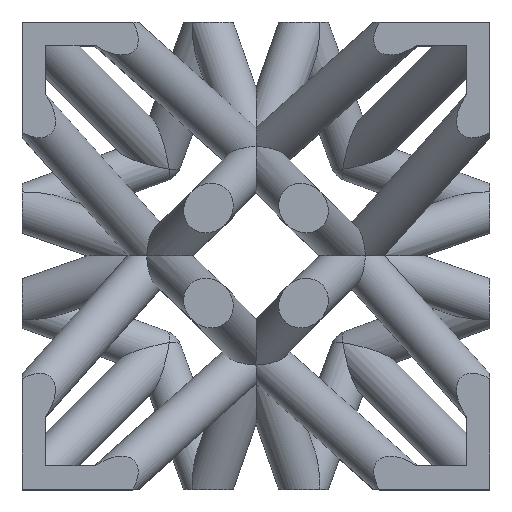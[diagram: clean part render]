
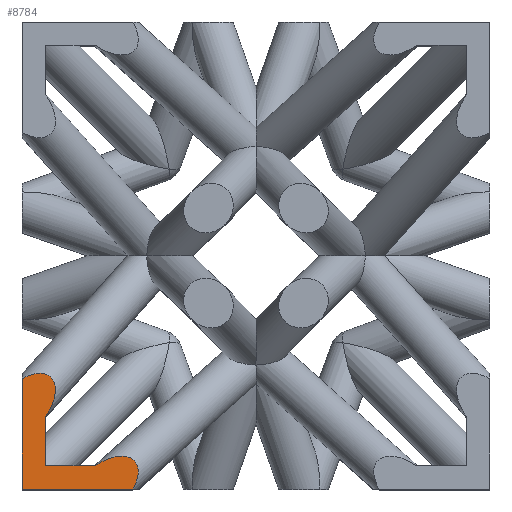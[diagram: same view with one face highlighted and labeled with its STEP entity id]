
A CAD part, top view. The second image highlights one B-rep face of the part: STEP entity #8784.
In plain terms, the highlighted planar face has unit normal (0, 0, 1).
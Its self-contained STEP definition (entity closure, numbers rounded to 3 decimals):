
#2507 = PLANE('',#2508);
#2508 = AXIS2_PLACEMENT_3D('',#2509,#2510,#2511);
#2509 = CARTESIAN_POINT('',(-5.,-5.,-5.));
#2510 = DIRECTION('',(1.,0.,-0.));
#2511 = DIRECTION('',(0.,0.,1.));
#2735 = PLANE('',#2736);
#2736 = AXIS2_PLACEMENT_3D('',#2737,#2738,#2739);
#2737 = CARTESIAN_POINT('',(-5.,-5.,-5.));
#2738 = DIRECTION('',(-0.,1.,0.));
#2739 = DIRECTION('',(0.,0.,1.));
#3512 = CYLINDRICAL_SURFACE('',#3513,0.5);
#3513 = AXIS2_PLACEMENT_3D('',#3514,#3515,#3516);
#3514 = CARTESIAN_POINT('',(0.,-2.081,2.081));
#3515 = DIRECTION('',(-0.621,-0.554,0.554));
#3516 = DIRECTION('',(-0.666,0.,-0.746
    ));
#5118 = VERTEX_POINT('',#5119);
#5119 = CARTESIAN_POINT('',(-5.,-5.,5.));
#5177 = CYLINDRICAL_SURFACE('',#5178,0.5);
#5178 = AXIS2_PLACEMENT_3D('',#5179,#5180,#5181);
#5179 = CARTESIAN_POINT('',(-5.,-5.,5.));
#5180 = DIRECTION('',(0.,1.,0.));
#5181 = DIRECTION('',(0.,-0.,1.));
#5189 = VERTEX_POINT('',#5190);
#5190 = CARTESIAN_POINT('',(-5.,-2.633,5.));
#5205 = CYLINDRICAL_SURFACE('',#5206,0.5);
#5206 = AXIS2_PLACEMENT_3D('',#5207,#5208,#5209);
#5207 = CARTESIAN_POINT('',(-2.081,0.,2.081));
#5208 = DIRECTION('',(-0.554,-0.621,0.554));
#5209 = DIRECTION('',(0.,-0.666,-0.746
    ));
#5223 = EDGE_CURVE('',#5118,#5189,#5224,.T.);
#5224 = SURFACE_CURVE('',#5225,(#5229,#5236),.PCURVE_S1.);
#5225 = LINE('',#5226,#5227);
#5226 = CARTESIAN_POINT('',(-5.,-5.,5.));
#5227 = VECTOR('',#5228,1.);
#5228 = DIRECTION('',(-0.,1.,0.));
#5229 = PCURVE('',#2507,#5230);
#5230 = DEFINITIONAL_REPRESENTATION('',(#5231),#5235);
#5231 = LINE('',#5232,#5233);
#5232 = CARTESIAN_POINT('',(10.,0.));
#5233 = VECTOR('',#5234,1.);
#5234 = DIRECTION('',(0.,-1.));
#5235 = ( GEOMETRIC_REPRESENTATION_CONTEXT(2) 
PARAMETRIC_REPRESENTATION_CONTEXT() REPRESENTATION_CONTEXT('2D SPACE',''
  ) );
#5236 = PCURVE('',#5237,#5242);
#5237 = PLANE('',#5238);
#5238 = AXIS2_PLACEMENT_3D('',#5239,#5240,#5241);
#5239 = CARTESIAN_POINT('',(-5.,-5.,5.));
#5240 = DIRECTION('',(0.,0.,1.));
#5241 = DIRECTION('',(1.,0.,-0.));
#5242 = DEFINITIONAL_REPRESENTATION('',(#5243),#5247);
#5243 = LINE('',#5244,#5245);
#5244 = CARTESIAN_POINT('',(0.,0.));
#5245 = VECTOR('',#5246,1.);
#5246 = DIRECTION('',(0.,1.));
#5247 = ( GEOMETRIC_REPRESENTATION_CONTEXT(2) 
PARAMETRIC_REPRESENTATION_CONTEXT() REPRESENTATION_CONTEXT('2D SPACE',''
  ) );
#5254 = EDGE_CURVE('',#5118,#5255,#5257,.T.);
#5255 = VERTEX_POINT('',#5256);
#5256 = CARTESIAN_POINT('',(-2.633,-5.,5.));
#5257 = SURFACE_CURVE('',#5258,(#5262,#5269),.PCURVE_S1.);
#5258 = LINE('',#5259,#5260);
#5259 = CARTESIAN_POINT('',(-5.,-5.,5.));
#5260 = VECTOR('',#5261,1.);
#5261 = DIRECTION('',(1.,0.,-0.));
#5262 = PCURVE('',#2735,#5263);
#5263 = DEFINITIONAL_REPRESENTATION('',(#5264),#5268);
#5264 = LINE('',#5265,#5266);
#5265 = CARTESIAN_POINT('',(10.,0.));
#5266 = VECTOR('',#5267,1.);
#5267 = DIRECTION('',(0.,1.));
#5268 = ( GEOMETRIC_REPRESENTATION_CONTEXT(2) 
PARAMETRIC_REPRESENTATION_CONTEXT() REPRESENTATION_CONTEXT('2D SPACE',''
  ) );
#5269 = PCURVE('',#5237,#5270);
#5270 = DEFINITIONAL_REPRESENTATION('',(#5271),#5275);
#5271 = LINE('',#5272,#5273);
#5272 = CARTESIAN_POINT('',(0.,0.));
#5273 = VECTOR('',#5274,1.);
#5274 = DIRECTION('',(1.,0.));
#5275 = ( GEOMETRIC_REPRESENTATION_CONTEXT(2) 
PARAMETRIC_REPRESENTATION_CONTEXT() REPRESENTATION_CONTEXT('2D SPACE',''
  ) );
#5322 = CYLINDRICAL_SURFACE('',#5323,0.5);
#5323 = AXIS2_PLACEMENT_3D('',#5324,#5325,#5326);
#5324 = CARTESIAN_POINT('',(-5.,-5.,5.));
#5325 = DIRECTION('',(1.,0.,0.));
#5326 = DIRECTION('',(-0.,0.,1.));
#6499 = VERTEX_POINT('',#6500);
#6500 = CARTESIAN_POINT('',(-3.442,-4.5,5.));
#6532 = EDGE_CURVE('',#5255,#6499,#6533,.T.);
#6533 = SURFACE_CURVE('',#6534,(#6539,#6552),.PCURVE_S1.);
#6534 = ELLIPSE('',#6535,0.902,0.5);
#6535 = AXIS2_PLACEMENT_3D('',#6536,#6537,#6538);
#6536 = CARTESIAN_POINT('',(-3.271,-5.,5.));
#6537 = DIRECTION('',(0.,0.,1.));
#6538 = DIRECTION('',(-0.746,-0.666,0.));
#6539 = PCURVE('',#3512,#6540);
#6540 = DEFINITIONAL_REPRESENTATION('',(#6541),#6551);
#6541 = B_SPLINE_CURVE_WITH_KNOTS('',8,(#6542,#6543,#6544,#6545,#6546,
    #6547,#6548,#6549,#6550),.UNSPECIFIED.,.F.,.F.,(9,9),(1.571
    ,4.712),.PIECEWISE_BEZIER_KNOTS.);
#6542 = CARTESIAN_POINT('',(2.03,5.267));
#6543 = CARTESIAN_POINT('',(2.423,4.972));
#6544 = CARTESIAN_POINT('',(2.815,4.678));
#6545 = CARTESIAN_POINT('',(3.208,4.452));
#6546 = CARTESIAN_POINT('',(3.601,4.365));
#6547 = CARTESIAN_POINT('',(3.994,4.452));
#6548 = CARTESIAN_POINT('',(4.386,4.678));
#6549 = CARTESIAN_POINT('',(4.779,4.972));
#6550 = CARTESIAN_POINT('',(5.172,5.267));
#6551 = ( GEOMETRIC_REPRESENTATION_CONTEXT(2) 
PARAMETRIC_REPRESENTATION_CONTEXT() REPRESENTATION_CONTEXT('2D SPACE',''
  ) );
#6552 = PCURVE('',#5237,#6553);
#6553 = DEFINITIONAL_REPRESENTATION('',(#6554),#6558);
#6554 = ELLIPSE('',#6555,0.902,0.5);
#6555 = AXIS2_PLACEMENT_2D('',#6556,#6557);
#6556 = CARTESIAN_POINT('',(1.729,0.));
#6557 = DIRECTION('',(-0.746,-0.666));
#6558 = ( GEOMETRIC_REPRESENTATION_CONTEXT(2) 
PARAMETRIC_REPRESENTATION_CONTEXT() REPRESENTATION_CONTEXT('2D SPACE',''
  ) );
#8784 = ADVANCED_FACE('',(#8785),#5237,.T.);
#8785 = FACE_BOUND('',#8786,.T.);
#8786 = EDGE_LOOP('',(#8787,#8788,#8789,#8790,#8811,#8832));
#8787 = ORIENTED_EDGE('',*,*,#5223,.F.);
#8788 = ORIENTED_EDGE('',*,*,#5254,.T.);
#8789 = ORIENTED_EDGE('',*,*,#6532,.T.);
#8790 = ORIENTED_EDGE('',*,*,#8791,.F.);
#8791 = EDGE_CURVE('',#8792,#6499,#8794,.T.);
#8792 = VERTEX_POINT('',#8793);
#8793 = CARTESIAN_POINT('',(-4.5,-4.5,5.));
#8794 = SURFACE_CURVE('',#8795,(#8799,#8805),.PCURVE_S1.);
#8795 = LINE('',#8796,#8797);
#8796 = CARTESIAN_POINT('',(-5.,-4.5,5.));
#8797 = VECTOR('',#8798,1.);
#8798 = DIRECTION('',(1.,0.,0.));
#8799 = PCURVE('',#5237,#8800);
#8800 = DEFINITIONAL_REPRESENTATION('',(#8801),#8804);
#8801 = B_SPLINE_CURVE_WITH_KNOTS('',1,(#8802,#8803),.UNSPECIFIED.,.F.,
  .F.,(2,2),(0.,1.729),
  .PIECEWISE_BEZIER_KNOTS.);
#8802 = CARTESIAN_POINT('',(0.,0.5));
#8803 = CARTESIAN_POINT('',(1.729,0.5));
#8804 = ( GEOMETRIC_REPRESENTATION_CONTEXT(2) 
PARAMETRIC_REPRESENTATION_CONTEXT() REPRESENTATION_CONTEXT('2D SPACE',''
  ) );
#8805 = PCURVE('',#5322,#8806);
#8806 = DEFINITIONAL_REPRESENTATION('',(#8807),#8810);
#8807 = B_SPLINE_CURVE_WITH_KNOTS('',1,(#8808,#8809),.UNSPECIFIED.,.F.,
  .F.,(2,2),(0.,1.729),
  .PIECEWISE_BEZIER_KNOTS.);
#8808 = CARTESIAN_POINT('',(4.712,0.));
#8809 = CARTESIAN_POINT('',(4.712,1.729));
#8810 = ( GEOMETRIC_REPRESENTATION_CONTEXT(2) 
PARAMETRIC_REPRESENTATION_CONTEXT() REPRESENTATION_CONTEXT('2D SPACE',''
  ) );
#8811 = ORIENTED_EDGE('',*,*,#8812,.T.);
#8812 = EDGE_CURVE('',#8792,#8813,#8815,.T.);
#8813 = VERTEX_POINT('',#8814);
#8814 = CARTESIAN_POINT('',(-4.5,-3.442,5.));
#8815 = SURFACE_CURVE('',#8816,(#8820,#8826),.PCURVE_S1.);
#8816 = LINE('',#8817,#8818);
#8817 = CARTESIAN_POINT('',(-4.5,-5.,5.));
#8818 = VECTOR('',#8819,1.);
#8819 = DIRECTION('',(0.,1.,0.));
#8820 = PCURVE('',#5237,#8821);
#8821 = DEFINITIONAL_REPRESENTATION('',(#8822),#8825);
#8822 = B_SPLINE_CURVE_WITH_KNOTS('',1,(#8823,#8824),.UNSPECIFIED.,.F.,
  .F.,(2,2),(0.,1.729),
  .PIECEWISE_BEZIER_KNOTS.);
#8823 = CARTESIAN_POINT('',(0.5,0.));
#8824 = CARTESIAN_POINT('',(0.5,1.729));
#8825 = ( GEOMETRIC_REPRESENTATION_CONTEXT(2) 
PARAMETRIC_REPRESENTATION_CONTEXT() REPRESENTATION_CONTEXT('2D SPACE',''
  ) );
#8826 = PCURVE('',#5177,#8827);
#8827 = DEFINITIONAL_REPRESENTATION('',(#8828),#8831);
#8828 = B_SPLINE_CURVE_WITH_KNOTS('',1,(#8829,#8830),.UNSPECIFIED.,.F.,
  .F.,(2,2),(0.,1.729),
  .PIECEWISE_BEZIER_KNOTS.);
#8829 = CARTESIAN_POINT('',(1.571,0.));
#8830 = CARTESIAN_POINT('',(1.571,1.729));
#8831 = ( GEOMETRIC_REPRESENTATION_CONTEXT(2) 
PARAMETRIC_REPRESENTATION_CONTEXT() REPRESENTATION_CONTEXT('2D SPACE',''
  ) );
#8832 = ORIENTED_EDGE('',*,*,#8833,.T.);
#8833 = EDGE_CURVE('',#8813,#5189,#8834,.T.);
#8834 = SURFACE_CURVE('',#8835,(#8840,#8847),.PCURVE_S1.);
#8835 = ELLIPSE('',#8836,0.902,0.5);
#8836 = AXIS2_PLACEMENT_3D('',#8837,#8838,#8839);
#8837 = CARTESIAN_POINT('',(-5.,-3.271,5.));
#8838 = DIRECTION('',(0.,0.,1.));
#8839 = DIRECTION('',(-0.666,-0.746,0.));
#8840 = PCURVE('',#5237,#8841);
#8841 = DEFINITIONAL_REPRESENTATION('',(#8842),#8846);
#8842 = ELLIPSE('',#8843,0.902,0.5);
#8843 = AXIS2_PLACEMENT_2D('',#8844,#8845);
#8844 = CARTESIAN_POINT('',(0.,1.729));
#8845 = DIRECTION('',(-0.666,-0.746));
#8846 = ( GEOMETRIC_REPRESENTATION_CONTEXT(2) 
PARAMETRIC_REPRESENTATION_CONTEXT() REPRESENTATION_CONTEXT('2D SPACE',''
  ) );
#8847 = PCURVE('',#5205,#8848);
#8848 = DEFINITIONAL_REPRESENTATION('',(#8849),#8859);
#8849 = B_SPLINE_CURVE_WITH_KNOTS('',8,(#8850,#8851,#8852,#8853,#8854,
    #8855,#8856,#8857,#8858),.UNSPECIFIED.,.F.,.F.,(9,9),(1.571
    ,4.712),.PIECEWISE_BEZIER_KNOTS.);
#8850 = CARTESIAN_POINT('',(1.111,5.267));
#8851 = CARTESIAN_POINT('',(1.504,4.972));
#8852 = CARTESIAN_POINT('',(1.897,4.678));
#8853 = CARTESIAN_POINT('',(2.29,4.452));
#8854 = CARTESIAN_POINT('',(2.682,4.365));
#8855 = CARTESIAN_POINT('',(3.075,4.452));
#8856 = CARTESIAN_POINT('',(3.468,4.678));
#8857 = CARTESIAN_POINT('',(3.86,4.972));
#8858 = CARTESIAN_POINT('',(4.253,5.267));
#8859 = ( GEOMETRIC_REPRESENTATION_CONTEXT(2) 
PARAMETRIC_REPRESENTATION_CONTEXT() REPRESENTATION_CONTEXT('2D SPACE',''
  ) );
